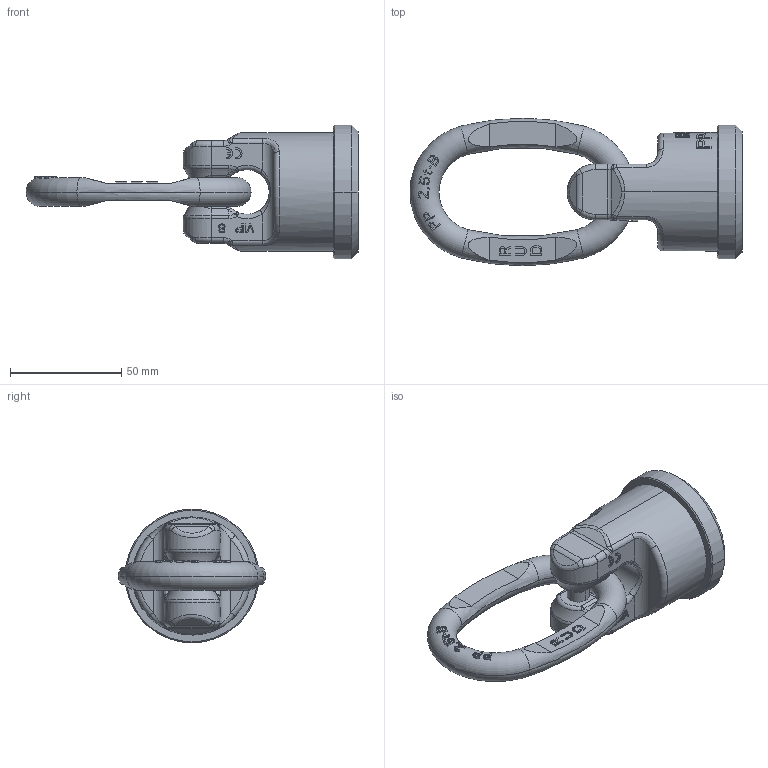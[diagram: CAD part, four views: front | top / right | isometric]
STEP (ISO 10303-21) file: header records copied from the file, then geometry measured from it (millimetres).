
FILE_DESCRIPTION((''),'2;1');
FILE_NAME('001-M31347-P-40_ASM','2019-03-15T',('anja.joas'),(''),'PRO/ENGINEER BY PARAMETRIC TECHNOLOGY CORPORATION, 2011490','PRO/ENGINEER BY PARAMETRIC TECHNOLOGY CORPORATION, 2011490','');
FILE_SCHEMA(('CONFIG_CONTROL_DESIGN'));
Length unit declared in the file: millimetre
Products named in the file (4): 001-M31347-P-20_AF0; 001-M31347-P-50; 001-M31290-002; 001-M31347-P-40_ASM
Assembly tree (3 placements, depth 2):
  001-M31347-P-40_ASM
    001-M31347-P-20_AF0
    001-M31347-P-50
    001-M31290-002
Bounding box: 149 x 66.08 x 60 mm (x, y, z)
Volume: 150216 mm3; surface area: 31127.2 mm2
Topology: 3 solids, 3 shells, 817 faces, 2192 edges, 1422 vertices
Faces by surface type: plane 643, cylinder 68, bspline 64, torus 32, cone 6, sphere 4
Entity records: 27893 total; most frequent: CARTESIAN_POINT 8521, ORIENTED_EDGE 4384, DIRECTION 3420, EDGE_CURVE 2192, VERTEX_POINT 1422, VECTOR 1324, LINE 1324, AXIS2_PLACEMENT_3D 1048
